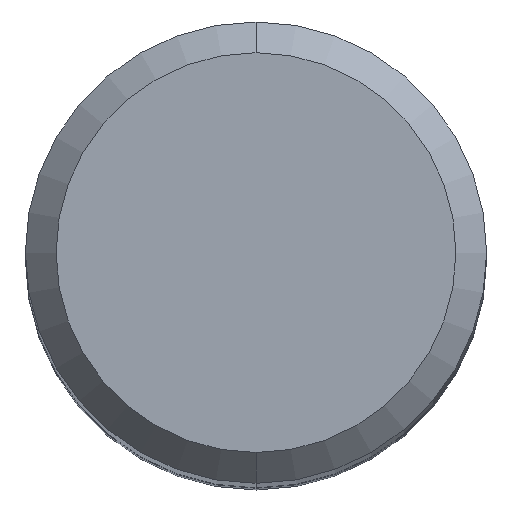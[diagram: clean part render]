
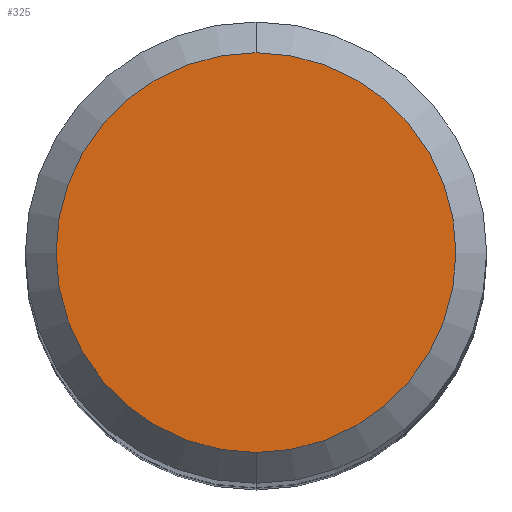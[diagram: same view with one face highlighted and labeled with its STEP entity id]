
A CAD part, top view. The second image highlights one B-rep face of the part: STEP entity #325.
In plain terms, the highlighted planar face has unit normal (0, 0, 1).
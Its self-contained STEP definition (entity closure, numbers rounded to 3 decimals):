
#213=VERTEX_POINT('',#515);
#255=EDGE_CURVE('',#213,#339,#563,.T.);
#325=ADVANCED_FACE('',(#640),#641,.T.);
#339=VERTEX_POINT('',#657);
#363=EDGE_CURVE('',#339,#213,#683,.T.);
#515=CARTESIAN_POINT('',(0.0,2.6,0.0));
#563=CIRCLE('',#966,2.6);
#640=FACE_OUTER_BOUND('',#1162,.T.);
#641=PLANE('',#1163);
#657=CARTESIAN_POINT('',(0.,-2.6,0.0));
#683=CIRCLE('',#1260,2.6);
#966=AXIS2_PLACEMENT_3D('',#1520,#1521,#1522);
#1162=EDGE_LOOP('',(#1605,#1606));
#1163=AXIS2_PLACEMENT_3D('',#1607,#1608,#1609);
#1260=AXIS2_PLACEMENT_3D('',#1646,#1647,#1648);
#1520=CARTESIAN_POINT('',(0.0,0.0,0.0));
#1521=DIRECTION('',(0.0,0.0,-1.0));
#1522=DIRECTION('',(0.0,1.0,0.0));
#1605=ORIENTED_EDGE('',*,*,#255,.F.);
#1606=ORIENTED_EDGE('',*,*,#363,.F.);
#1607=CARTESIAN_POINT('',(0.0,1.3,0.0));
#1608=DIRECTION('',(-0.0,0.0,1.0));
#1609=DIRECTION('',(0.0,-1.0,0.0));
#1646=CARTESIAN_POINT('',(0.0,0.0,0.0));
#1647=DIRECTION('',(0.0,0.0,-1.0));
#1648=DIRECTION('',(0.0,1.0,0.0));
